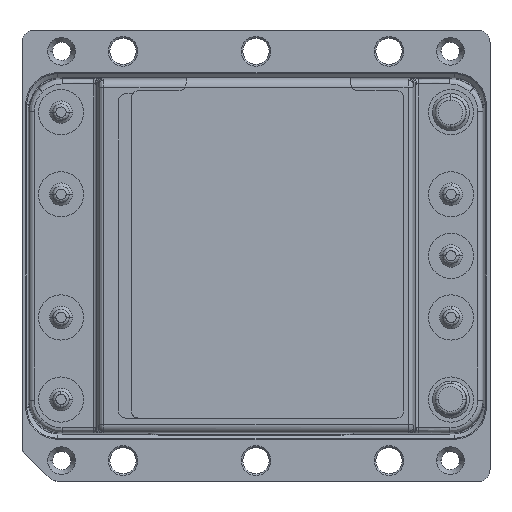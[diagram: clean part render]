
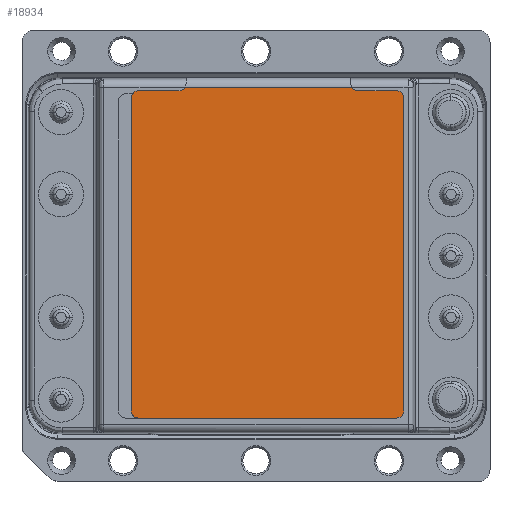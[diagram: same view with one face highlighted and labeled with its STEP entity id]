
A CAD part, top view. The second image highlights one B-rep face of the part: STEP entity #18934.
In plain terms, the highlighted planar face has unit normal (0, 0, 1).
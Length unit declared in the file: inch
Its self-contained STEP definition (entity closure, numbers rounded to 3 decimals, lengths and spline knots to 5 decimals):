
#406 = EDGE_LOOP ( 'NONE', ( #12976, #12978, #12975, #12977, #12979, #12980, #12981, #12982, #12983, #12984, #12985, #12986 ) ) ;
#2695 = LINE ( 'NONE', #4842, #4201 ) ;
#2698 = LINE ( 'NONE', #4851, #4205 ) ;
#2701 = LINE ( 'NONE', #4860, #4211 ) ;
#2704 = LINE ( 'NONE', #4876, #4217 ) ;
#2706 = LINE ( 'NONE', #4883, #4221 ) ;
#2707 = LINE ( 'NONE', #4885, #4222 ) ;
#2792 = FACE_OUTER_BOUND ( 'NONE', #406, .T. ) ;
#3390 = CARTESIAN_POINT ( 'NONE',  ( 0.53082, 0.72716, 0.50997 ) ) ;
#3391 = CARTESIAN_POINT ( 'NONE',  ( 0.56592, 0.76226, 0.50997 ) ) ;
#3392 = CARTESIAN_POINT ( 'NONE',  ( 0.76351, 0.76226, 0.50997 ) ) ;
#3393 = CARTESIAN_POINT ( 'NONE',  ( 0.79339, 0.77893, 0.50997 ) ) ;
#3394 = CARTESIAN_POINT ( 'NONE',  ( 1.60625, 0.77893, 0.50997 ) ) ;
#3395 = CARTESIAN_POINT ( 'NONE',  ( 1.63612, 0.76226, 0.50997 ) ) ;
#3396 = CARTESIAN_POINT ( 'NONE',  ( 1.82669, 0.76226, 0.50997 ) ) ;
#3397 = CARTESIAN_POINT ( 'NONE',  ( 1.8618, 0.72716, 0.50997 ) ) ;
#3398 = CARTESIAN_POINT ( 'NONE',  ( 1.8618, -0.80242, 0.50997 ) ) ;
#3399 = CARTESIAN_POINT ( 'NONE',  ( 1.82669, -0.83752, 0.50997 ) ) ;
#3400 = CARTESIAN_POINT ( 'NONE',  ( 0.53082, -0.80242, 0.50997 ) ) ;
#3401 = CARTESIAN_POINT ( 'NONE',  ( 0.56592, -0.83752, 0.50997 ) ) ;
#4182 = CIRCLE ( 'NONE', #4197, 0.03511 ) ;
#4193 = CIRCLE ( 'NONE', #4212, 0.0351 ) ;
#4195 = CIRCLE ( 'NONE', #4208, 0.0351 ) ;
#4197 = AXIS2_PLACEMENT_3D ( 'NONE', #4835, #4836, #4837 ) ;
#4198 = CIRCLE ( 'NONE', #4203, 0.0351 ) ;
#4201 = VECTOR ( 'NONE', #4843, 39.37008 ) ;
#4203 = AXIS2_PLACEMENT_3D ( 'NONE', #4846, #4847, #4848 ) ;
#4205 = VECTOR ( 'NONE', #4852, 39.37008 ) ;
#4208 = AXIS2_PLACEMENT_3D ( 'NONE', #4855, #4856, #4857 ) ;
#4210 = CIRCLE ( 'NONE', #4220, 0.03511 ) ;
#4211 = VECTOR ( 'NONE', #4861, 39.37008 ) ;
#4212 = AXIS2_PLACEMENT_3D ( 'NONE', #4862, #4863, #4864 ) ;
#4213 = CIRCLE ( 'NONE', #4215, 0.03511 ) ;
#4215 = AXIS2_PLACEMENT_3D ( 'NONE', #4871, #4872, #4873 ) ;
#4217 = VECTOR ( 'NONE', #4877, 39.37008 ) ;
#4220 = AXIS2_PLACEMENT_3D ( 'NONE', #4880, #4881, #4882 ) ;
#4221 = VECTOR ( 'NONE', #4884, 39.37008 ) ;
#4222 = VECTOR ( 'NONE', #4886, 39.37008 ) ;
#4303 = AXIS2_PLACEMENT_3D ( 'NONE', #5117, #5118, #5119 ) ;
#4835 = CARTESIAN_POINT ( 'NONE',  ( 0.56592, -0.80242, 0.50997 ) ) ;
#4836 = DIRECTION ( 'NONE',  ( 0., 0., 1. ) ) ;
#4837 = DIRECTION ( 'NONE',  ( 1., 0., 0. ) ) ;
#4842 = CARTESIAN_POINT ( 'NONE',  ( 1.82669, -0.83752, 0.50997 ) ) ;
#4843 = DIRECTION ( 'NONE',  ( 1., 0., 0. ) ) ;
#4846 = CARTESIAN_POINT ( 'NONE',  ( 1.82669, -0.80242, 0.50997 ) ) ;
#4847 = DIRECTION ( 'NONE',  ( 0., 0., 1. ) ) ;
#4848 = DIRECTION ( 'NONE',  ( 1., 0., 0. ) ) ;
#4851 = CARTESIAN_POINT ( 'NONE',  ( 1.8618, 0.72716, 0.50997 ) ) ;
#4852 = DIRECTION ( 'NONE',  ( 0., 1., 0. ) ) ;
#4855 = CARTESIAN_POINT ( 'NONE',  ( 1.82669, 0.72716, 0.50997 ) ) ;
#4856 = DIRECTION ( 'NONE',  ( 0., 0., 1. ) ) ;
#4857 = DIRECTION ( 'NONE',  ( 1., 0., 0. ) ) ;
#4860 = CARTESIAN_POINT ( 'NONE',  ( 1.82669, 0.76226, 0.50997 ) ) ;
#4861 = DIRECTION ( 'NONE',  ( -1., 0., 0. ) ) ;
#4862 = CARTESIAN_POINT ( 'NONE',  ( 1.63612, 0.79737, 0.50997 ) ) ;
#4863 = DIRECTION ( 'NONE',  ( 0., 0., -1. ) ) ;
#4864 = DIRECTION ( 'NONE',  ( -1., 0., 0. ) ) ;
#4871 = CARTESIAN_POINT ( 'NONE',  ( 0.76351, 0.79737, 0.50997 ) ) ;
#4872 = DIRECTION ( 'NONE',  ( 0., 0., -1. ) ) ;
#4873 = DIRECTION ( 'NONE',  ( 1., 0., 0. ) ) ;
#4876 = CARTESIAN_POINT ( 'NONE',  ( 0.76351, 0.76226, 0.50997 ) ) ;
#4877 = DIRECTION ( 'NONE',  ( -1., 0., 0. ) ) ;
#4880 = CARTESIAN_POINT ( 'NONE',  ( 0.56592, 0.72716, 0.50997 ) ) ;
#4881 = DIRECTION ( 'NONE',  ( 0., 0., 1. ) ) ;
#4882 = DIRECTION ( 'NONE',  ( -1., 0., 0. ) ) ;
#4883 = CARTESIAN_POINT ( 'NONE',  ( 0.53082, 0.72716, 0.50997 ) ) ;
#4884 = DIRECTION ( 'NONE',  ( 0., -1., 0. ) ) ;
#4885 = CARTESIAN_POINT ( 'NONE',  ( 0.56592, 0.77893, 0.50997 ) ) ;
#4886 = DIRECTION ( 'NONE',  ( 1., 0., 0. ) ) ;
#5116 = PLANE ( 'NONE',  #4303 ) ;
#5117 = CARTESIAN_POINT ( 'NONE',  ( 0.56592, 0.72716, 0.50997 ) ) ;
#5118 = DIRECTION ( 'NONE',  ( 0., 0., 1. ) ) ;
#5119 = DIRECTION ( 'NONE',  ( -1., 0., 0. ) ) ;
#12528 = VERTEX_POINT ( 'NONE', #3390 ) ;
#12529 = VERTEX_POINT ( 'NONE', #3391 ) ;
#12530 = VERTEX_POINT ( 'NONE', #3392 ) ;
#12531 = VERTEX_POINT ( 'NONE', #3393 ) ;
#12532 = VERTEX_POINT ( 'NONE', #3394 ) ;
#12533 = VERTEX_POINT ( 'NONE', #3395 ) ;
#12534 = VERTEX_POINT ( 'NONE', #3396 ) ;
#12535 = VERTEX_POINT ( 'NONE', #3397 ) ;
#12536 = VERTEX_POINT ( 'NONE', #3398 ) ;
#12537 = VERTEX_POINT ( 'NONE', #3399 ) ;
#12538 = VERTEX_POINT ( 'NONE', #3400 ) ;
#12539 = VERTEX_POINT ( 'NONE', #3401 ) ;
#12975 = ORIENTED_EDGE ( 'NONE', *, *, #18905, .T. ) ;
#12976 = ORIENTED_EDGE ( 'NONE', *, *, #18909, .F. ) ;
#12977 = ORIENTED_EDGE ( 'NONE', *, *, #18907, .T. ) ;
#12978 = ORIENTED_EDGE ( 'NONE', *, *, #18903, .T. ) ;
#12979 = ORIENTED_EDGE ( 'NONE', *, *, #18908, .T. ) ;
#12980 = ORIENTED_EDGE ( 'NONE', *, *, #18887, .T. ) ;
#12981 = ORIENTED_EDGE ( 'NONE', *, *, #18890, .T. ) ;
#12982 = ORIENTED_EDGE ( 'NONE', *, *, #18892, .T. ) ;
#12983 = ORIENTED_EDGE ( 'NONE', *, *, #18894, .T. ) ;
#12984 = ORIENTED_EDGE ( 'NONE', *, *, #18896, .T. ) ;
#12985 = ORIENTED_EDGE ( 'NONE', *, *, #18898, .T. ) ;
#12986 = ORIENTED_EDGE ( 'NONE', *, *, #18899, .T. ) ;
#18887 = EDGE_CURVE ( 'NONE', #12538, #12539, #4182, .T. ) ;
#18890 = EDGE_CURVE ( 'NONE', #12539, #12537, #2695, .T. ) ;
#18892 = EDGE_CURVE ( 'NONE', #12537, #12536, #4198, .T. ) ;
#18894 = EDGE_CURVE ( 'NONE', #12536, #12535, #2698, .T. ) ;
#18896 = EDGE_CURVE ( 'NONE', #12535, #12534, #4195, .T. ) ;
#18898 = EDGE_CURVE ( 'NONE', #12534, #12533, #2701, .T. ) ;
#18899 = EDGE_CURVE ( 'NONE', #12533, #12532, #4193, .T. ) ;
#18903 = EDGE_CURVE ( 'NONE', #12531, #12530, #4213, .T. ) ;
#18905 = EDGE_CURVE ( 'NONE', #12530, #12529, #2704, .T. ) ;
#18907 = EDGE_CURVE ( 'NONE', #12529, #12528, #4210, .T. ) ;
#18908 = EDGE_CURVE ( 'NONE', #12528, #12538, #2706, .T. ) ;
#18909 = EDGE_CURVE ( 'NONE', #12531, #12532, #2707, .T. ) ;
#18934 = ADVANCED_FACE ( 'NONE', ( #2792 ), #5116, .T. ) ;
